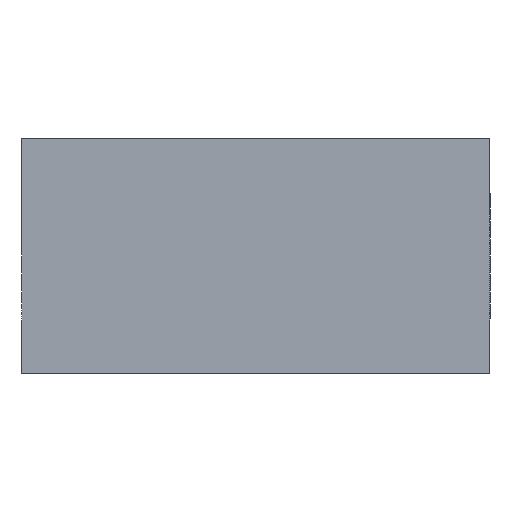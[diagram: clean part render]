
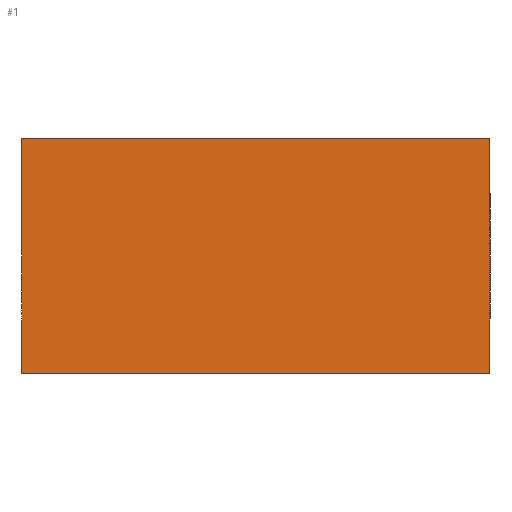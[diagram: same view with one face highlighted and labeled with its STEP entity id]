
A CAD part, left-side view. The second image highlights one B-rep face of the part: STEP entity #1.
In plain terms, the highlighted planar face has unit normal (-1, 0, 0).
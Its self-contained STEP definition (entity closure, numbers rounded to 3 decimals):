
#1 = ADVANCED_FACE ( 'NONE', ( #61 ), #62, .F. ) ;
#31 = VERTEX_POINT ( 'NONE', #198 ) ;
#49 = ORIENTED_EDGE ( 'NONE', *, *, #213, .F. ) ;
#50 = EDGE_CURVE ( 'NONE', #587, #589, #297, .T. ) ;
#53 = ORIENTED_EDGE ( 'NONE', *, *, #602, .T. ) ;
#61 = FACE_OUTER_BOUND ( 'NONE', #596, .T. ) ;
#62 = PLANE ( 'NONE',  #63 ) ;
#63 = AXIS2_PLACEMENT_3D ( 'NONE', #64, #65, #66 ) ;
#64 = CARTESIAN_POINT ( 'NONE',  ( -35., 15., 7.5 ) ) ;
#65 = DIRECTION ( 'NONE',  ( 1., 0., 0. ) ) ;
#66 = DIRECTION ( 'NONE',  ( 0., 1., 0. ) ) ;
#191 = LINE ( 'NONE', #192, #193 ) ;
#192 = CARTESIAN_POINT ( 'NONE',  ( -35., 15., 7.5 ) ) ;
#193 = VECTOR ( 'NONE', #197, 1000. ) ;
#196 = VERTEX_POINT ( 'NONE', #389 ) ;
#197 = DIRECTION ( 'NONE',  ( 0., 0., -1. ) ) ;
#198 = CARTESIAN_POINT ( 'NONE',  ( -35., 15., -7.5 ) ) ;
#213 = EDGE_CURVE ( 'NONE', #196, #587, #390, .T. ) ;
#274 = EDGE_CURVE ( 'NONE', #31, #589, #435, .T. ) ;
#297 = LINE ( 'NONE', #298, #299 ) ;
#298 = CARTESIAN_POINT ( 'NONE',  ( -35., -15., 7.5 ) ) ;
#299 = VECTOR ( 'NONE', #300, 1000. ) ;
#300 = DIRECTION ( 'NONE',  ( 0., 0., -1. ) ) ;
#311 = ORIENTED_EDGE ( 'NONE', *, *, #50, .F. ) ;
#389 = CARTESIAN_POINT ( 'NONE',  ( -35., 15., 7.5 ) ) ;
#390 = LINE ( 'NONE', #391, #392 ) ;
#391 = CARTESIAN_POINT ( 'NONE',  ( -35., 15., 7.5 ) ) ;
#392 = VECTOR ( 'NONE', #393, 1000. ) ;
#393 = DIRECTION ( 'NONE',  ( 0., -1., 0. ) ) ;
#435 = LINE ( 'NONE', #436, #437 ) ;
#436 = CARTESIAN_POINT ( 'NONE',  ( -35., 15., -7.5 ) ) ;
#437 = VECTOR ( 'NONE', #438, 1000. ) ;
#438 = DIRECTION ( 'NONE',  ( 0., -1., 0. ) ) ;
#469 = CARTESIAN_POINT ( 'NONE',  ( -35., -15., 7.5 ) ) ;
#475 = CARTESIAN_POINT ( 'NONE',  ( -35., -15., -7.5 ) ) ;
#555 = ORIENTED_EDGE ( 'NONE', *, *, #274, .T. ) ;
#587 = VERTEX_POINT ( 'NONE', #469 ) ;
#589 = VERTEX_POINT ( 'NONE', #475 ) ;
#596 = EDGE_LOOP ( 'NONE', ( #555, #311, #49, #53 ) ) ;
#602 = EDGE_CURVE ( 'NONE', #196, #31, #191, .T. ) ;
